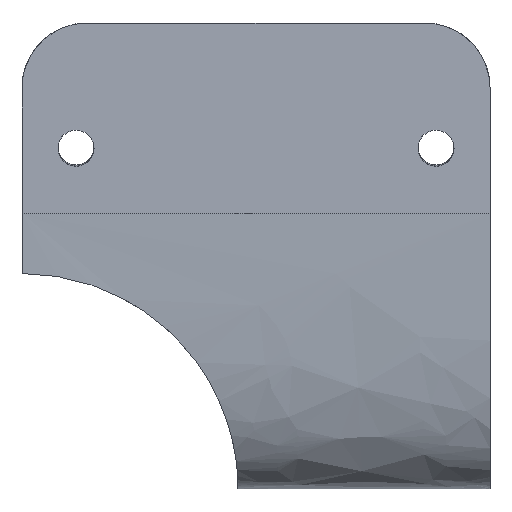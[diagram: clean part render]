
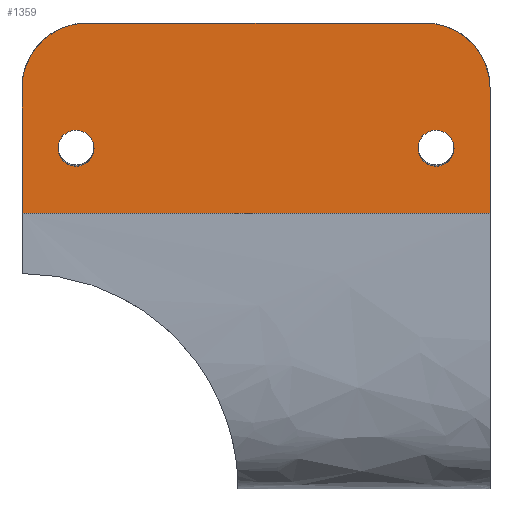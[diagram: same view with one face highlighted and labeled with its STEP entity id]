
A CAD part, front view. The second image highlights one B-rep face of the part: STEP entity #1359.
In plain terms, the highlighted planar face has unit normal (0, -1, 0.006).
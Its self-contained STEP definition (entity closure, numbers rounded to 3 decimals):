
#25=ELLIPSE('',#1468,9.,9.);
#32=ELLIPSE('',#1482,9.,9.);
#33=ELLIPSE('',#1484,2.5,2.5);
#34=ELLIPSE('',#1485,2.5,2.5);
#87=FACE_BOUND('',#260,.T.);
#88=FACE_BOUND('',#261,.T.);
#172=FACE_OUTER_BOUND('',#259,.T.);
#259=EDGE_LOOP('',(#1177,#1178,#1179,#1180,#1181,#1182));
#260=EDGE_LOOP('',(#1183));
#261=EDGE_LOOP('',(#1184));
#376=LINE('',#2480,#496);
#385=LINE('',#2636,#505);
#386=LINE('',#2638,#506);
#387=LINE('',#2639,#507);
#496=VECTOR('',#1768,10.);
#505=VECTOR('',#1795,10.);
#506=VECTOR('',#1796,10.);
#507=VECTOR('',#1797,10.);
#637=VERTEX_POINT('',#2456);
#638=VERTEX_POINT('',#2457);
#647=VERTEX_POINT('',#2479);
#658=VERTEX_POINT('',#2630);
#659=VERTEX_POINT('',#2632);
#660=VERTEX_POINT('',#2637);
#661=VERTEX_POINT('',#2640);
#662=VERTEX_POINT('',#2642);
#813=EDGE_CURVE('',#637,#638,#25,.T.);
#824=EDGE_CURVE('',#638,#647,#376,.T.);
#840=EDGE_CURVE('',#658,#659,#32,.T.);
#842=EDGE_CURVE('',#659,#637,#385,.T.);
#843=EDGE_CURVE('',#660,#658,#386,.T.);
#844=EDGE_CURVE('',#660,#647,#387,.T.);
#845=EDGE_CURVE('',#661,#661,#33,.T.);
#846=EDGE_CURVE('',#662,#662,#34,.T.);
#1177=ORIENTED_EDGE('',*,*,#813,.F.);
#1178=ORIENTED_EDGE('',*,*,#842,.F.);
#1179=ORIENTED_EDGE('',*,*,#840,.F.);
#1180=ORIENTED_EDGE('',*,*,#843,.F.);
#1181=ORIENTED_EDGE('',*,*,#844,.T.);
#1182=ORIENTED_EDGE('',*,*,#824,.F.);
#1183=ORIENTED_EDGE('',*,*,#845,.T.);
#1184=ORIENTED_EDGE('',*,*,#846,.T.);
#1297=PLANE('',#1483);
#1359=ADVANCED_FACE('',(#172,#87,#88),#1297,.T.);
#1468=AXIS2_PLACEMENT_3D('',#2458,#1748,#1749);
#1482=AXIS2_PLACEMENT_3D('',#2633,#1790,#1791);
#1483=AXIS2_PLACEMENT_3D('',#2635,#1793,#1794);
#1484=AXIS2_PLACEMENT_3D('',#2641,#1798,#1799);
#1485=AXIS2_PLACEMENT_3D('',#2643,#1800,#1801);
#1748=DIRECTION('center_axis',(0.,1.,-0.006));
#1749=DIRECTION('ref_axis',(0.,0.006,1.));
#1768=DIRECTION('',(0.,-0.006,-1.));
#1790=DIRECTION('center_axis',(0.,1.,-0.006));
#1791=DIRECTION('ref_axis',(0.,0.006,1.));
#1793=DIRECTION('center_axis',(0.,-1.,0.006));
#1794=DIRECTION('ref_axis',(0.,-0.006,-1.));
#1795=DIRECTION('',(1.,0.,0.));
#1796=DIRECTION('',(0.,0.006,1.));
#1797=DIRECTION('',(1.,0.,0.));
#1798=DIRECTION('center_axis',(0.,1.,-0.006));
#1799=DIRECTION('ref_axis',(0.,-0.006,-1.));
#1800=DIRECTION('center_axis',(0.,1.,-0.006));
#1801=DIRECTION('ref_axis',(0.,-0.006,-1.));
#2456=CARTESIAN_POINT('',(56.,-13.491,64.69));
#2457=CARTESIAN_POINT('',(65.,-13.544,55.69));
#2458=CARTESIAN_POINT('Origin',(56.,-13.544,55.69));
#2479=CARTESIAN_POINT('',(65.,-13.646,38.278));
#2480=CARTESIAN_POINT('',(65.,-13.646,38.278));
#2630=CARTESIAN_POINT('',(0.,-13.544,55.69));
#2632=CARTESIAN_POINT('',(9.,-13.491,64.69));
#2633=CARTESIAN_POINT('Origin',(9.,-13.544,55.69));
#2635=CARTESIAN_POINT('Origin',(0.,-13.491,64.69));
#2636=CARTESIAN_POINT('',(0.,-13.491,64.69));
#2637=CARTESIAN_POINT('',(0.,-13.646,38.278));
#2638=CARTESIAN_POINT('',(0.,-13.646,38.278));
#2639=CARTESIAN_POINT('',(0.,-13.646,38.278));
#2640=CARTESIAN_POINT('',(60.,-13.593,47.315));
#2641=CARTESIAN_POINT('Origin',(57.5,-13.593,47.315));
#2642=CARTESIAN_POINT('',(10.,-13.593,47.315));
#2643=CARTESIAN_POINT('Origin',(7.5,-13.593,47.315));
